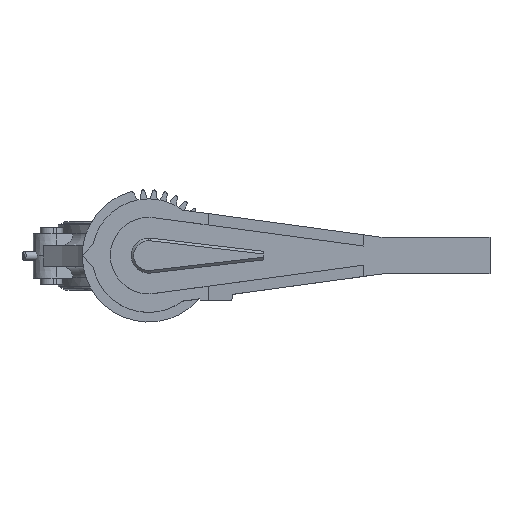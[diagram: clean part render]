
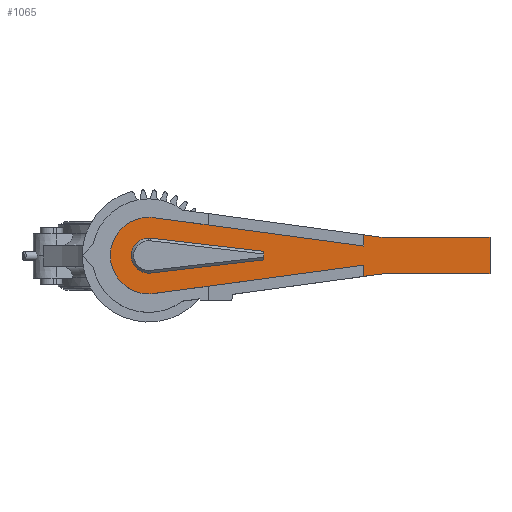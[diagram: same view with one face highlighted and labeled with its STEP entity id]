
A CAD part, top view. The second image highlights one B-rep face of the part: STEP entity #1065.
In plain terms, the highlighted planar face has unit normal (0, 0, 1).
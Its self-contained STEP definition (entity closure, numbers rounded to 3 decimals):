
#1065=ADVANCED_FACE('',(#2848,#2849),#2850,.T.);
#2848=FACE_BOUND('',#5462,.T.);
#2849=FACE_OUTER_BOUND('',#5463,.T.);
#2850=PLANE('',#5464);
#5462=EDGE_LOOP('',(#8524,#8525,#8526,#8527,#8528,#8529));
#5463=EDGE_LOOP('',(#8530,#8531,#8532,#8533,#8534,#8535,#8536,#8537,#8538,#8539,#8540,#8541));
#5464=AXIS2_PLACEMENT_3D('',#8542,#8543,#8544);
#8524=ORIENTED_EDGE('',*,*,#15719,.T.);
#8525=ORIENTED_EDGE('',*,*,#15724,.T.);
#8526=ORIENTED_EDGE('',*,*,#15943,.T.);
#8527=ORIENTED_EDGE('',*,*,#15934,.T.);
#8528=ORIENTED_EDGE('',*,*,#15929,.T.);
#8529=ORIENTED_EDGE('',*,*,#15941,.T.);
#8530=ORIENTED_EDGE('',*,*,#15945,.T.);
#8531=ORIENTED_EDGE('',*,*,#15946,.T.);
#8532=ORIENTED_EDGE('',*,*,#15947,.T.);
#8533=ORIENTED_EDGE('',*,*,#15948,.T.);
#8534=ORIENTED_EDGE('',*,*,#15949,.T.);
#8535=ORIENTED_EDGE('',*,*,#15950,.T.);
#8536=ORIENTED_EDGE('',*,*,#15951,.T.);
#8537=ORIENTED_EDGE('',*,*,#15952,.T.);
#8538=ORIENTED_EDGE('',*,*,#15706,.T.);
#8539=ORIENTED_EDGE('',*,*,#15702,.T.);
#8540=ORIENTED_EDGE('',*,*,#15953,.T.);
#8541=ORIENTED_EDGE('',*,*,#15954,.T.);
#8542=CARTESIAN_POINT('',(0.0,0.0,246.0));
#8543=DIRECTION('',(0.0,0.0,1.0));
#8544=DIRECTION('',(0.0,-1.0,0.0));
#15702=EDGE_CURVE('',#18743,#18748,#18750,.T.);
#15706=EDGE_CURVE('',#18753,#18743,#18756,.T.);
#15719=EDGE_CURVE('',#18779,#18777,#18780,.T.);
#15724=EDGE_CURVE('',#18777,#18785,#18788,.T.);
#15929=EDGE_CURVE('',#19097,#19098,#19099,.T.);
#15934=EDGE_CURVE('',#19106,#19097,#19107,.T.);
#15941=EDGE_CURVE('',#19098,#18779,#19115,.T.);
#15943=EDGE_CURVE('',#18785,#19106,#19117,.T.);
#15945=EDGE_CURVE('',#19119,#19120,#19121,.T.);
#15946=EDGE_CURVE('',#19120,#19122,#19123,.T.);
#15947=EDGE_CURVE('',#19122,#19124,#19125,.T.);
#15948=EDGE_CURVE('',#19124,#19126,#19127,.T.);
#15949=EDGE_CURVE('',#19126,#19128,#19129,.T.);
#15950=EDGE_CURVE('',#19128,#19130,#19131,.T.);
#15951=EDGE_CURVE('',#19130,#19132,#19133,.T.);
#15952=EDGE_CURVE('',#19132,#18753,#19134,.T.);
#15953=EDGE_CURVE('',#18748,#19135,#19136,.T.);
#15954=EDGE_CURVE('',#19135,#19119,#19137,.T.);
#18743=VERTEX_POINT('',#23225);
#18748=VERTEX_POINT('',#23231);
#18750=CIRCLE('',#23234,43.229);
#18753=VERTEX_POINT('',#23237);
#18756=CIRCLE('',#23241,43.229);
#18777=VERTEX_POINT('',#23266);
#18779=VERTEX_POINT('',#23269);
#18780=CIRCLE('',#23270,19.85);
#18785=VERTEX_POINT('',#23276);
#18788=CIRCLE('',#23280,19.85);
#19097=VERTEX_POINT('',#23711);
#19098=VERTEX_POINT('',#23712);
#19099=LINE('',#23713,#23714);
#19106=VERTEX_POINT('',#23724);
#19107=LINE('',#23725,#23726);
#19115=LINE('',#23737,#23738);
#19117=CIRCLE('',#23740,19.85);
#19119=VERTEX_POINT('',#23742);
#19120=VERTEX_POINT('',#23743);
#19121=LINE('',#23744,#23745);
#19122=VERTEX_POINT('',#23746);
#19123=LINE('',#23747,#23748);
#19124=VERTEX_POINT('',#23749);
#19125=LINE('',#23750,#23751);
#19126=VERTEX_POINT('',#23752);
#19127=LINE('',#23753,#23754);
#19128=VERTEX_POINT('',#23755);
#19129=LINE('',#23756,#23757);
#19130=VERTEX_POINT('',#23758);
#19131=LINE('',#23759,#23760);
#19132=VERTEX_POINT('',#23761);
#19133=LINE('',#23762,#23763);
#19134=CIRCLE('',#23764,43.229);
#19135=VERTEX_POINT('',#23765);
#19136=LINE('',#23766,#23767);
#19137=LINE('',#23768,#23769);
#23225=CARTESIAN_POINT('',(0.,-43.229,246.0));
#23231=CARTESIAN_POINT('',(5.791,-42.839,246.0));
#23234=AXIS2_PLACEMENT_3D('',#30402,#30403,#30404);
#23237=CARTESIAN_POINT('',(0.,43.229,246.0));
#23241=AXIS2_PLACEMENT_3D('',#30409,#30410,#30411);
#23266=CARTESIAN_POINT('',(0.,-19.85,246.0));
#23269=CARTESIAN_POINT('',(2.295,-19.717,246.0));
#23270=AXIS2_PLACEMENT_3D('',#30429,#30430,#30431);
#23276=CARTESIAN_POINT('',(0.,19.85,246.0));
#23280=AXIS2_PLACEMENT_3D('',#30437,#30438,#30439);
#23711=CARTESIAN_POINT('',(130.0,4.85,246.0));
#23712=CARTESIAN_POINT('',(130.0,-4.85,246.0));
#23713=CARTESIAN_POINT('',(130.0,-2.425,246.0));
#23714=VECTOR('',#30655,1.0);
#23724=CARTESIAN_POINT('',(2.295,19.717,246.0));
#23725=CARTESIAN_POINT('',(66.148,12.283,246.0));
#23726=VECTOR('',#30659,1.0);
#23737=CARTESIAN_POINT('',(2.295,-19.717,246.0));
#23738=VECTOR('',#30666,1.0);
#23740=AXIS2_PLACEMENT_3D('',#30667,#30668,#30669);
#23742=CARTESIAN_POINT('',(242.69,-23.493,246.0));
#23743=CARTESIAN_POINT('',(264.63,-20.499,246.0));
#23744=CARTESIAN_POINT('',(242.69,-23.493,246.0));
#23745=VECTOR('',#30670,22.143);
#23746=CARTESIAN_POINT('',(385.405,-20.499,246.0));
#23747=CARTESIAN_POINT('',(264.63,-20.499,246.0));
#23748=VECTOR('',#30671,120.775);
#23749=CARTESIAN_POINT('',(385.405,20.499,246.0));
#23750=CARTESIAN_POINT('',(385.405,-20.499,246.0));
#23751=VECTOR('',#30672,40.997);
#23752=CARTESIAN_POINT('',(264.63,20.499,246.0));
#23753=CARTESIAN_POINT('',(385.405,20.499,246.0));
#23754=VECTOR('',#30673,120.775);
#23755=CARTESIAN_POINT('',(242.69,23.493,246.0));
#23756=CARTESIAN_POINT('',(264.63,20.499,246.0));
#23757=VECTOR('',#30674,22.143);
#23758=CARTESIAN_POINT('',(242.69,10.814,246.0));
#23759=CARTESIAN_POINT('',(242.69,23.493,246.0));
#23760=VECTOR('',#30675,12.679);
#23761=CARTESIAN_POINT('',(5.791,42.839,246.0));
#23762=CARTESIAN_POINT('',(242.69,10.814,246.0));
#23763=VECTOR('',#30676,239.054);
#23764=AXIS2_PLACEMENT_3D('',#30677,#30678,#30679);
#23765=CARTESIAN_POINT('',(242.69,-10.814,246.0));
#23766=CARTESIAN_POINT('',(5.791,-42.839,246.0));
#23767=VECTOR('',#30680,239.054);
#23768=CARTESIAN_POINT('',(242.69,-10.814,246.0));
#23769=VECTOR('',#30681,12.679);
#30402=CARTESIAN_POINT('',(0.0,0.0,246.0));
#30403=DIRECTION('',(0.0,-0.0,1.0));
#30404=DIRECTION('',(0.134,0.991,0.0));
#30409=CARTESIAN_POINT('',(0.0,0.0,246.0));
#30410=DIRECTION('',(0.0,-0.0,1.0));
#30411=DIRECTION('',(0.134,0.991,0.0));
#30429=CARTESIAN_POINT('',(0.0,0.0,246.0));
#30430=DIRECTION('',(0.0,0.0,-1.0));
#30431=DIRECTION('',(0.0,1.0,0.0));
#30437=CARTESIAN_POINT('',(0.0,0.0,246.0));
#30438=DIRECTION('',(0.0,0.0,-1.0));
#30439=DIRECTION('',(0.0,1.0,0.0));
#30655=DIRECTION('',(0.0,-1.0,0.0));
#30659=DIRECTION('',(0.993,-0.116,0.0));
#30666=DIRECTION('',(-0.993,-0.116,0.0));
#30667=CARTESIAN_POINT('',(0.0,0.0,246.0));
#30668=DIRECTION('',(0.0,0.0,-1.0));
#30669=DIRECTION('',(0.0,1.0,0.0));
#30670=DIRECTION('',(0.991,0.135,0.0));
#30671=DIRECTION('',(1.0,0.0,0.0));
#30672=DIRECTION('',(0.0,1.0,0.0));
#30673=DIRECTION('',(-1.0,0.0,0.0));
#30674=DIRECTION('',(-0.991,0.135,0.0));
#30675=DIRECTION('',(0.0,-1.0,0.0));
#30676=DIRECTION('',(-0.991,0.134,0.0));
#30677=CARTESIAN_POINT('',(0.0,0.0,246.0));
#30678=DIRECTION('',(0.0,-0.0,1.0));
#30679=DIRECTION('',(0.134,0.991,0.0));
#30680=DIRECTION('',(0.991,0.134,0.0));
#30681=DIRECTION('',(0.,-1.0,0.0));
